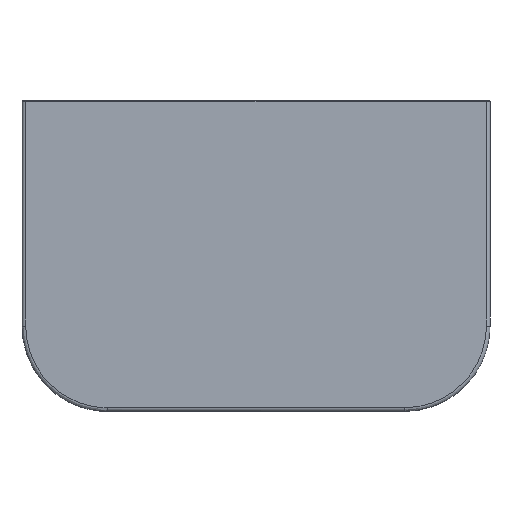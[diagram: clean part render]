
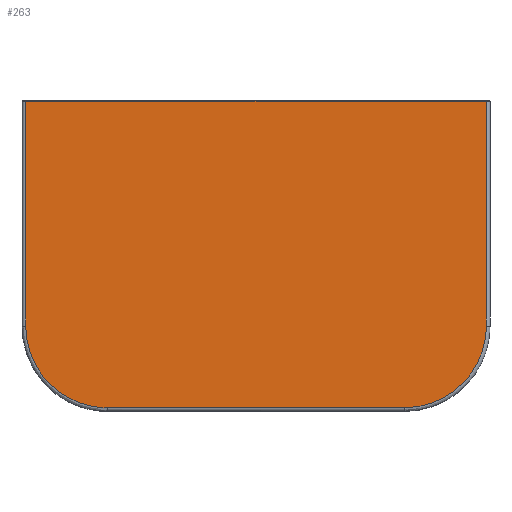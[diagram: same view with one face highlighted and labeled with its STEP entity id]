
A CAD part, top view. The second image highlights one B-rep face of the part: STEP entity #263.
In plain terms, the highlighted face is planar.
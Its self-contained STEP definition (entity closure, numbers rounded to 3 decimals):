
#263=ADVANCED_FACE('',(#614),#6158,.T.);
#614=FACE_OUTER_BOUND('',#965,.T.);
#965=EDGE_LOOP('',(#1321,#1322,#1323,#1324,#1325,#1326));
#1321=ORIENTED_EDGE('',*,*,#3295,.T.);
#1322=ORIENTED_EDGE('',*,*,#3296,.T.);
#1323=ORIENTED_EDGE('',*,*,#3297,.T.);
#1324=ORIENTED_EDGE('',*,*,#3321,.T.);
#1325=ORIENTED_EDGE('',*,*,#3298,.T.);
#1326=ORIENTED_EDGE('',*,*,#3312,.T.);
#3295=EDGE_CURVE('',#5277,#5278,#4740,.T.);
#3296=EDGE_CURVE('',#5278,#5279,#4741,.T.);
#3297=EDGE_CURVE('',#5279,#5280,#4742,.T.);
#3298=EDGE_CURVE('',#5281,#5282,#4743,.T.);
#3312=EDGE_CURVE('',#5282,#5277,#4290,.T.);
#3321=EDGE_CURVE('',#5280,#5281,#4297,.T.);
#4290=(
BOUNDED_CURVE()
B_SPLINE_CURVE(2,(#8023,#8024,#8025),.UNSPECIFIED.,.F.,.F.)
B_SPLINE_CURVE_WITH_KNOTS((3,3),(-208.916,0.),.UNSPECIFIED.)
CURVE()
GEOMETRIC_REPRESENTATION_ITEM()
RATIONAL_B_SPLINE_CURVE((1.,0.707,1.))
REPRESENTATION_ITEM('')
);
#4297=(
BOUNDED_CURVE()
B_SPLINE_CURVE(2,(#8048,#8049,#8050),.UNSPECIFIED.,.F.,.F.)
B_SPLINE_CURVE_WITH_KNOTS((3,3),(-208.916,0.),.UNSPECIFIED.)
CURVE()
GEOMETRIC_REPRESENTATION_ITEM()
RATIONAL_B_SPLINE_CURVE((1.,0.707,1.))
REPRESENTATION_ITEM('')
);
#4740=B_SPLINE_CURVE_WITH_KNOTS('',1,(#7981,#7982),.UNSPECIFIED.,.F.,.F.,
(2,2),(0.,366.),.UNSPECIFIED.);
#4741=B_SPLINE_CURVE_WITH_KNOTS('',1,(#7983,#7984),.UNSPECIFIED.,.F.,.F.,
(2,2),(0.,750.),.UNSPECIFIED.);
#4742=B_SPLINE_CURVE_WITH_KNOTS('',1,(#7985,#7986),.UNSPECIFIED.,.F.,.F.,
(2,2),(0.,366.),.UNSPECIFIED.);
#4743=B_SPLINE_CURVE_WITH_KNOTS('',1,(#7987,#7988),.UNSPECIFIED.,.F.,.F.,
(2,2),(0.,484.),.UNSPECIFIED.);
#5277=VERTEX_POINT('',#7959);
#5278=VERTEX_POINT('',#7960);
#5279=VERTEX_POINT('',#7961);
#5280=VERTEX_POINT('',#7962);
#5281=VERTEX_POINT('',#7963);
#5282=VERTEX_POINT('',#7964);
#6158=PLANE('',#6525);
#6525=AXIS2_PLACEMENT_3D('',#7295,#6902,$);
#6902=DIRECTION('',(0.,1.,0.));
#7295=CARTESIAN_POINT('',(-450.,12.,-301.9));
#7959=CARTESIAN_POINT('',(375.,12.,114.));
#7960=CARTESIAN_POINT('',(375.,12.,-252.));
#7961=CARTESIAN_POINT('',(-375.,12.,-252.));
#7962=CARTESIAN_POINT('',(-375.,12.,114.));
#7963=CARTESIAN_POINT('',(-242.,12.,247.));
#7964=CARTESIAN_POINT('',(242.,12.,247.));
#7981=CARTESIAN_POINT('',(375.,12.,114.));
#7982=CARTESIAN_POINT('',(375.,12.,-252.));
#7983=CARTESIAN_POINT('',(375.,12.,-252.));
#7984=CARTESIAN_POINT('',(-375.,12.,-252.));
#7985=CARTESIAN_POINT('',(-375.,12.,-252.));
#7986=CARTESIAN_POINT('',(-375.,12.,114.));
#7987=CARTESIAN_POINT('',(-242.,12.,247.));
#7988=CARTESIAN_POINT('',(242.,12.,247.));
#8023=CARTESIAN_POINT('',(242.,12.,247.));
#8024=CARTESIAN_POINT('',(375.,12.,247.));
#8025=CARTESIAN_POINT('',(375.,12.,114.));
#8048=CARTESIAN_POINT('',(-375.,12.,114.));
#8049=CARTESIAN_POINT('',(-375.,12.,247.));
#8050=CARTESIAN_POINT('',(-242.,12.,247.));
